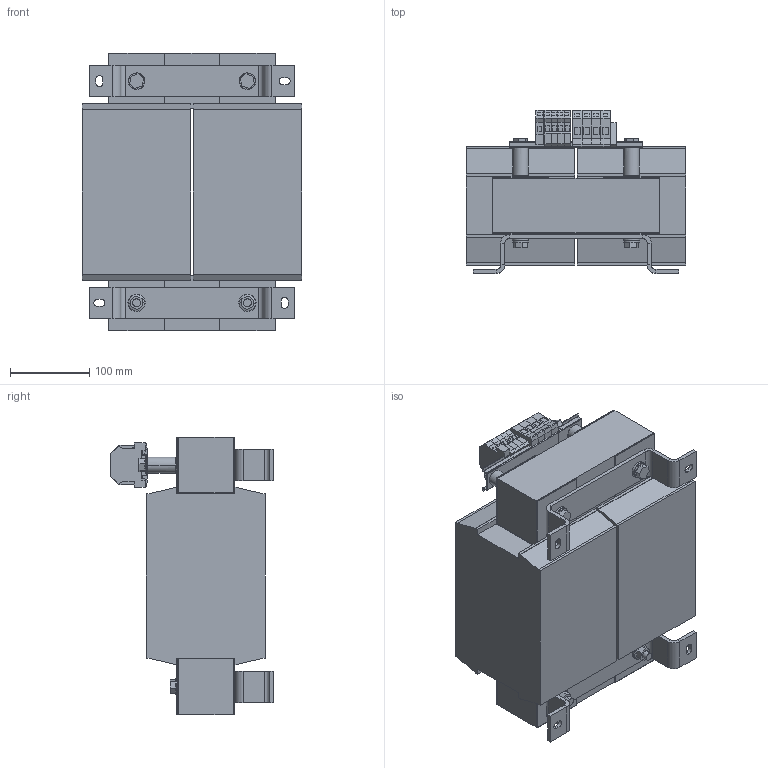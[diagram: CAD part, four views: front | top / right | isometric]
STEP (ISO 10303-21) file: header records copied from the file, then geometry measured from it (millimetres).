
FILE_DESCRIPTION (( 'STEP AP214' ), '1' );
FILE_NAME ('226984.STEP', '2020-07-06T11:18:09', ( '' ), ( '' ), 'SwSTEP 2.0', 'SolidWorks 2018', '' );
FILE_SCHEMA (( 'AUTOMOTIVE_DESIGN' ));
Length unit declared in the file: millimetre
Products named in the file (1): 226984
Bounding box: 277 x 206.1 x 350 mm (x, y, z)
Volume: 11238938.5 mm3; surface area: 519185.2 mm2
Topology: 1 solids, 1 shells, 865 faces, 2094 edges, 1280 vertices
Faces by surface type: plane 738, cylinder 111, torus 8, cone 8
Entity records: 24774 total; most frequent: CARTESIAN_POINT 4532, ORIENTED_EDGE 4188, DIRECTION 4026, EDGE_CURVE 2094, VECTOR 1814, LINE 1814, VERTEX_POINT 1280, AXIS2_PLACEMENT_3D 1106
